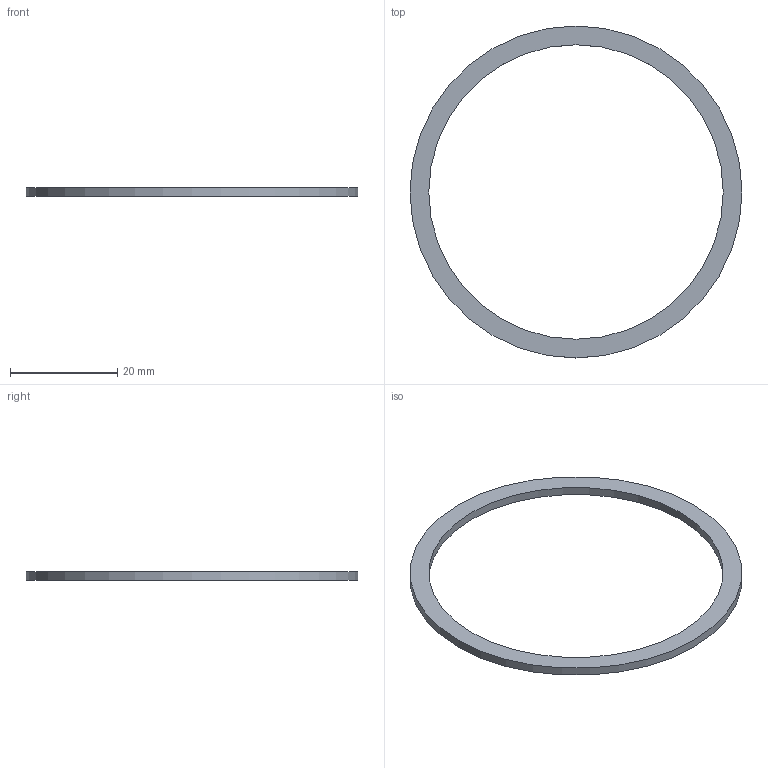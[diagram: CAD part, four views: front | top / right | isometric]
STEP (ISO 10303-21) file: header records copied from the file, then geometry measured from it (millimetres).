
FILE_DESCRIPTION(('KiCad electronic assembly'),'2;1');
FILE_NAME('encoder-wheel-1.step','2021-11-07T10:47:21',('Pcbnew'),( 'Kicad'),'Open CASCADE STEP processor 7.5','KiCad to STEP converter' ,'Unknown');
FILE_SCHEMA(('AUTOMOTIVE_DESIGN { 1 0 10303 214 1 1 1 1 }'));
Length unit declared in the file: millimetre
Products named in the file (2): encoder-wheel-1 1; encoder-wheel-1 PCB
Assembly tree (1 placements, depth 2):
  encoder-wheel-1 1
    encoder-wheel-1 PCB
Bounding box: 62 x 62 x 1.6 mm (x, y, z)
Volume: 1029.2 mm3; surface area: 1874.6 mm2
Topology: 1 solids, 1 shells, 4 faces, 6 edges, 4 vertices
Faces by surface type: cylinder 2, plane 2
Full cylindrical faces by diameter (mm): 55 x1, 62 x1
Entity records: 223 total; most frequent: DIRECTION 34, CARTESIAN_POINT 28, ORIENTED_EDGE 12, PCURVE 12, DEFINITIONAL_REPRESENTATION 12, AXIS2_PLACEMENT_3D 10, LINE 10, VECTOR 10
